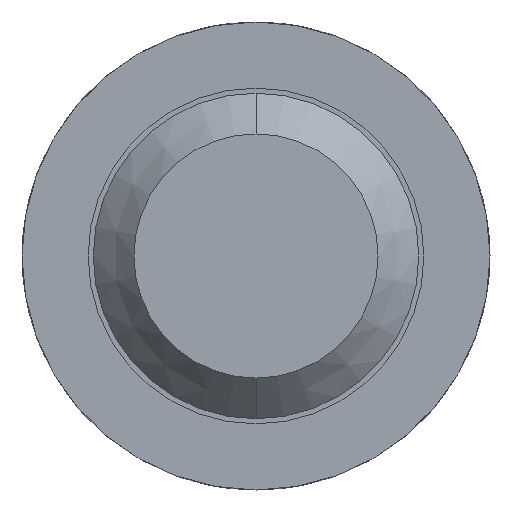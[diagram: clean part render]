
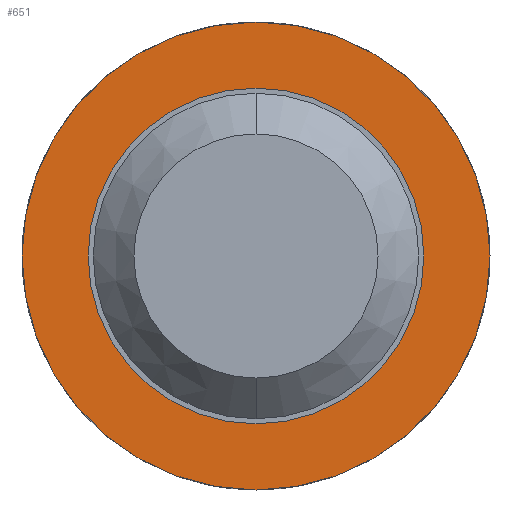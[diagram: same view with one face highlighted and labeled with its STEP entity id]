
A CAD part, front view. The second image highlights one B-rep face of the part: STEP entity #651.
In plain terms, the highlighted planar face has unit normal (0, -1, 0).
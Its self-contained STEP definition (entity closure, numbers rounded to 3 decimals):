
#101 = CARTESIAN_POINT ( 'NONE',  ( 0., -1.5, -0.825 ) ) ;
#131 = CARTESIAN_POINT ( 'NONE',  ( 0., -1.5, 0. ) ) ;
#328 = ORIENTED_EDGE ( 'NONE', *, *, #4133, .F. ) ;
#364 = DIRECTION ( 'NONE',  ( 0., 0., 1. ) ) ;
#587 = EDGE_LOOP ( 'NONE', ( #2373, #3134 ) ) ;
#620 = CARTESIAN_POINT ( 'NONE',  ( 0., -1.5, 0. ) ) ;
#651 = ADVANCED_FACE ( 'Defeature ausgef�hrt4_48', ( #4078, #3113 ), #671, .F. ) ;
#671 = PLANE ( 'NONE',  #1691 ) ;
#788 = CARTESIAN_POINT ( 'NONE',  ( 0., -1.5, 0. ) ) ;
#1168 = DIRECTION ( 'NONE',  ( 0., 1., 0. ) ) ;
#1304 = CIRCLE ( 'NONE', #3091, 1.15 ) ;
#1353 = DIRECTION ( 'NONE',  ( 0., 0., 1. ) ) ;
#1556 = DIRECTION ( 'NONE',  ( 0., 0., 1. ) ) ;
#1603 = AXIS2_PLACEMENT_3D ( 'NONE', #620, #3552, #1353 ) ;
#1619 = AXIS2_PLACEMENT_3D ( 'NONE', #131, #4495, #1556 ) ;
#1691 = AXIS2_PLACEMENT_3D ( 'NONE', #4701, #4744, #364 ) ;
#1773 = DIRECTION ( 'NONE',  ( 0., 0., 1. ) ) ;
#1870 = CIRCLE ( 'NONE', #2607, 1.15 ) ;
#2172 = VERTEX_POINT ( 'NONE', #3054 ) ;
#2373 = ORIENTED_EDGE ( 'NONE', *, *, #3636, .T. ) ;
#2463 = DIRECTION ( 'NONE',  ( 0., 1., 0. ) ) ;
#2607 = AXIS2_PLACEMENT_3D ( 'NONE', #4675, #2463, #3195 ) ;
#2819 = EDGE_CURVE ( 'Defeature ausgef�hrt4_44+Defeature ausgef�hrt4_48+Defeature ausgef�hrt4_48+Defeature ausgef�hrt4_48', #3677, #2172, #1304, .T. ) ;
#2906 = EDGE_CURVE ( 'Defeature ausgef�hrt4_48+Defeature ausgef�hrt4_47+Defeature ausgef�hrt4_47+Defeature ausgef�hrt4_47', #4429, #4449, #4178, .T. ) ;
#3054 = CARTESIAN_POINT ( 'NONE',  ( 0., -1.5, -1.15 ) ) ;
#3091 = AXIS2_PLACEMENT_3D ( 'NONE', #788, #1168, #1773 ) ;
#3113 = FACE_BOUND ( 'NONE', #587, .T. ) ;
#3134 = ORIENTED_EDGE ( 'NONE', *, *, #2906, .T. ) ;
#3195 = DIRECTION ( 'NONE',  ( 0., 0., 1. ) ) ;
#3552 = DIRECTION ( 'NONE',  ( 0., 1., 0. ) ) ;
#3574 = EDGE_LOOP ( 'NONE', ( #4589, #328 ) ) ;
#3636 = EDGE_CURVE ( 'Defeature ausgef�hrt4_48+Defeature ausgef�hrt4_47+Defeature ausgef�hrt4_47+Defeature ausgef�hrt4_47', #4449, #4429, #3766, .T. ) ;
#3677 = VERTEX_POINT ( 'NONE', #3748 ) ;
#3748 = CARTESIAN_POINT ( 'NONE',  ( 0., -1.5, 1.15 ) ) ;
#3766 = CIRCLE ( 'NONE', #1619, 0.825 ) ;
#4078 = FACE_OUTER_BOUND ( 'NONE', #3574, .T. ) ;
#4090 = CARTESIAN_POINT ( 'NONE',  ( 0., -1.5, 0.825 ) ) ;
#4133 = EDGE_CURVE ( 'Defeature ausgef�hrt4_44+Defeature ausgef�hrt4_48+Defeature ausgef�hrt4_48+Defeature ausgef�hrt4_48', #2172, #3677, #1870, .T. ) ;
#4178 = CIRCLE ( 'NONE', #1603, 0.825 ) ;
#4429 = VERTEX_POINT ( 'NONE', #101 ) ;
#4449 = VERTEX_POINT ( 'NONE', #4090 ) ;
#4495 = DIRECTION ( 'NONE',  ( 0., 1., 0. ) ) ;
#4589 = ORIENTED_EDGE ( 'NONE', *, *, #2819, .F. ) ;
#4675 = CARTESIAN_POINT ( 'NONE',  ( 0., -1.5, 0. ) ) ;
#4701 = CARTESIAN_POINT ( 'NONE',  ( 0.825, -1.5, 0. ) ) ;
#4744 = DIRECTION ( 'NONE',  ( 0., 1., 0. ) ) ;
